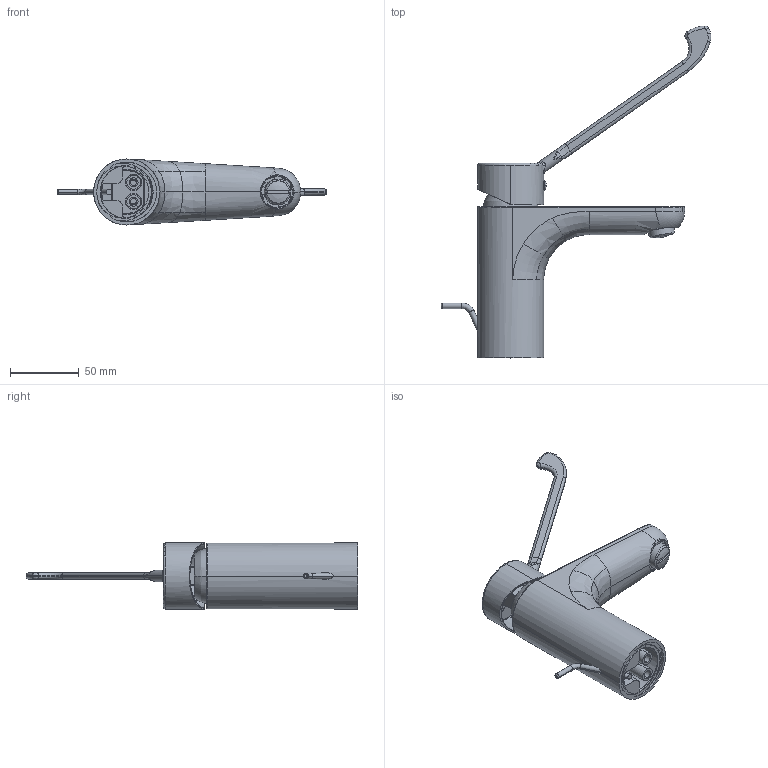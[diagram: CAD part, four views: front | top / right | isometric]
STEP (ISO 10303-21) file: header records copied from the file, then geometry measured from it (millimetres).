
FILE_DESCRIPTION((''),'2;1');
FILE_NAME('GR305CR','2021-11-04T08:16:46',('ut3'),('PAFFONI SpA'),'CREO PARAMETRIC BY PTC INC, 2020044','CREO PARAMETRIC BY PTC INC, 2020044','');
FILE_SCHEMA(('CONFIG_CONTROL_DESIGN','SHAPE_APPEARANCE_LAYERS_GROUPS'));
Length unit declared in the file: millimetre
Products named in the file (1): GR305CR
Bounding box: 196.07 x 241.28 x 48 mm (x, y, z)
Volume: 150174.1 mm3; surface area: 104835.8 mm2
Topology: 5 solids, 5 shells, 1533 faces, 3869 edges, 2363 vertices
Faces by surface type: plane 554, cylinder 499, bspline 196, torus 130, cone 106, sphere 44, extrusion 4
Entity records: 75851 total; most frequent: CARTESIAN_POINT 28712, ORIENTED_EDGE 7710, DIRECTION 7403, EDGE_CURVE 3855, AXIS2_PLACEMENT_3D 2856, VERTEX_POINT 2363, VECTOR 1691, LINE 1687
